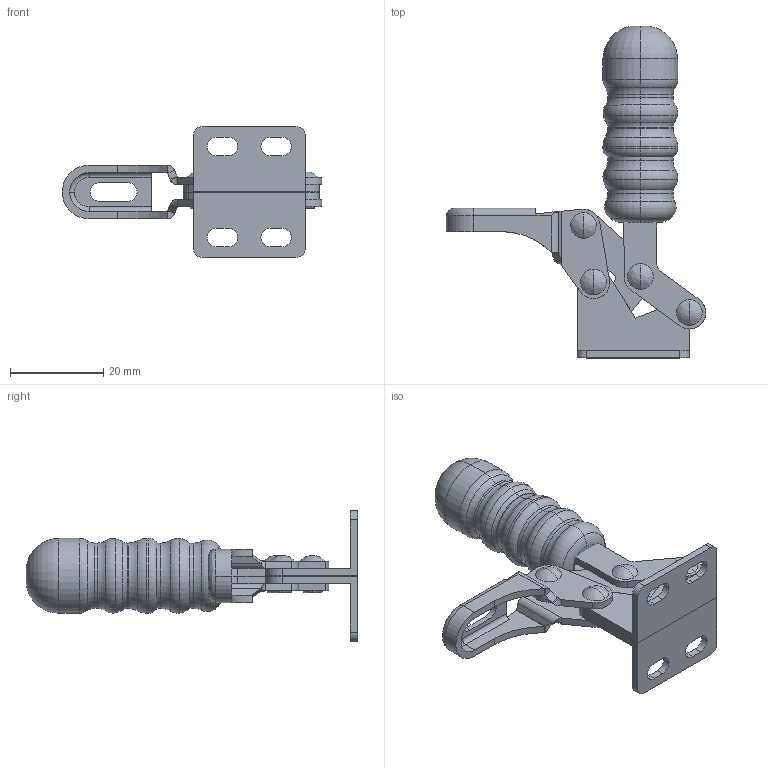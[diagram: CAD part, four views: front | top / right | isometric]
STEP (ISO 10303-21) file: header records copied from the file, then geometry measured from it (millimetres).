
FILE_DESCRIPTION (( 'STEP AP203' ), '1' );
FILE_NAME ('V30-2B.STEP', '2012-06-14T15:06:18', ( ' ' ), ( '' ), 'SwSTEP 2.0', 'SolidWorks 2012', '' );
FILE_SCHEMA (( 'CONFIG_CONTROL_DESIGN' ));
Length unit declared in the file: millimetre
Products named in the file (10): V30-2B; 007-30-4; Revit-3.0-4_D3-6.3; 11300913-1; 11300905-1; 11300901-1; 11300908; 11300905; 11300901; 11300913
Assembly tree (12 placements, depth 2):
  V30-2B
    11300913
    11300901
    11300905
    11300908
    11300901-1
    11300905-1
    11300913-1
    Revit-3.0-4_D3-6.3  x4
    007-30-4
Bounding box: 55.5 x 71 x 28 mm (x, y, z)
Volume: 10981.1 mm3; surface area: 11013.9 mm2
Topology: 12 solids, 12 shells, 324 faces, 807 edges, 499 vertices
Faces by surface type: cylinder 130, plane 116, bspline 37, torus 33, cone 8
Entity records: 10341 total; most frequent: CARTESIAN_POINT 2250, DIRECTION 1510, ORIENTED_EDGE 1426, EDGE_CURVE 713, AXIS2_PLACEMENT_3D 567, VERTEX_POINT 451, VECTOR 376, LINE 376
